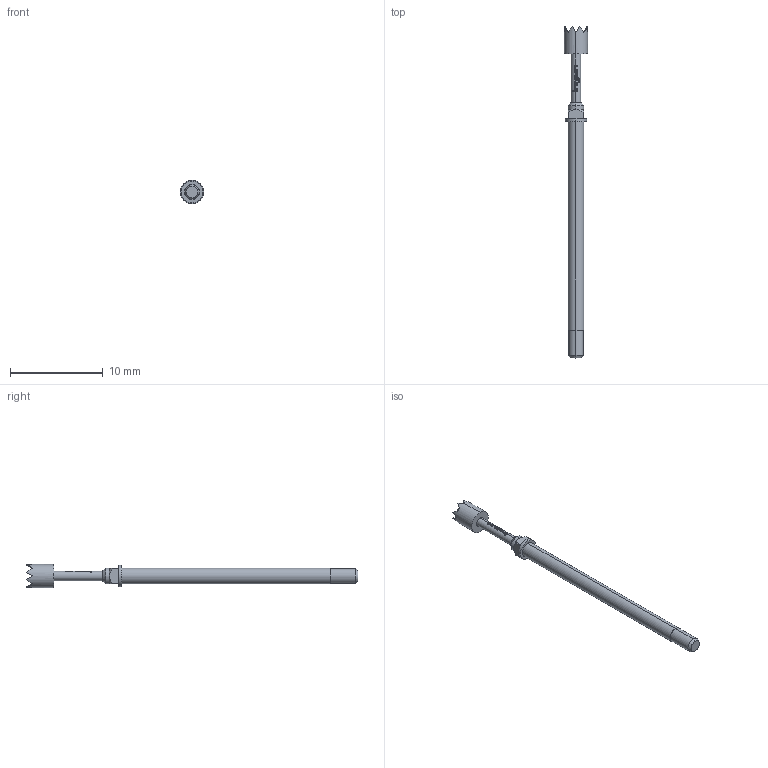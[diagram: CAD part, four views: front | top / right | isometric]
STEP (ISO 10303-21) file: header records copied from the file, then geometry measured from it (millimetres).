
FILE_DESCRIPTION (( 'STEP AP203' ), '1' );
FILE_NAME ('INGUN_GKS-112_306_250_R_xx02_M.STEP', '2022-01-14T09:25:56', ( 'ochi' ), ( '' ), 'SwSTEP 2.0', 'SolidWorks 2018', '' );
FILE_SCHEMA (( 'CONFIG_CONTROL_DESIGN' ));
Length unit declared in the file: millimetre
Products named in the file (1): INGUN_GKS-112_306_250_R_xx02_M
Bounding box: 2.5 x 35.8 x 2.5 mm (x, y, z)
Volume: 76.1 mm3; surface area: 200.8 mm2
Topology: 1 solids, 1 shells, 153 faces, 377 edges, 231 vertices
Faces by surface type: plane 101, bspline 22, cylinder 22, cone 8
Entity records: 4800 total; most frequent: CARTESIAN_POINT 1398, ORIENTED_EDGE 754, DIRECTION 609, EDGE_CURVE 377, VERTEX_POINT 231, AXIS2_PLACEMENT_3D 226, EDGE_LOOP 158, VECTOR 157
